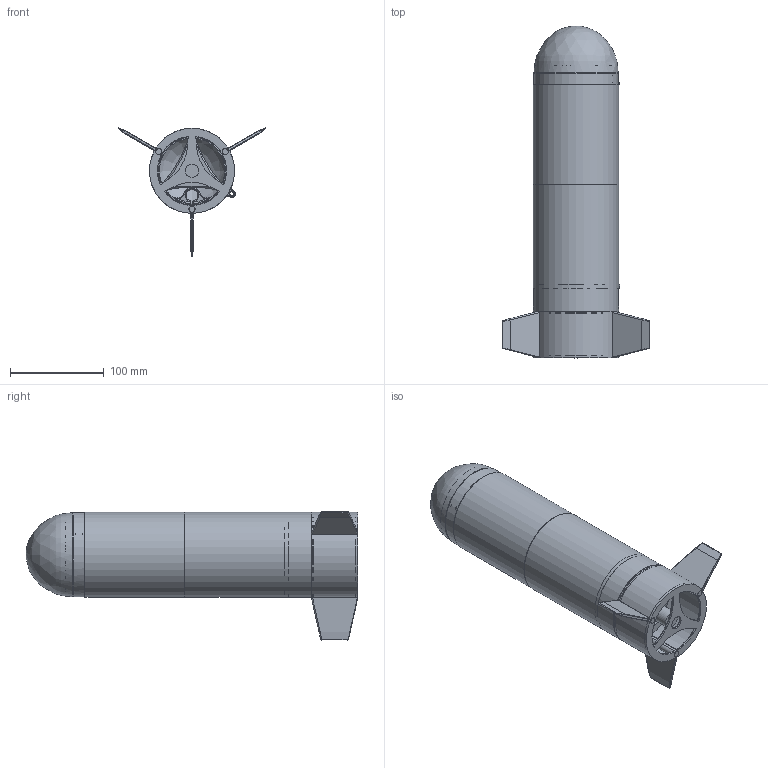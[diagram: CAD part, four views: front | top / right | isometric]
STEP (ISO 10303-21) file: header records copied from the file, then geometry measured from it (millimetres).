
FILE_DESCRIPTION(/* description */ (''),/* implementation_level */ '2;1');
FILE_NAME(/* name */ 'Assembly v5.step',/* time_stamp */ '2023-09-28T22:49:22-04:00',/* author */ (''),/* organization */ (''),/* preprocessor_version */ 'ST-DEVELOPER v20',/* originating_system */ 'Autodesk Translation Framework v12.14.0.127',/* authorisation */ '');
FILE_SCHEMA (('AUTOMOTIVE_DESIGN { 1 0 10303 214 3 1 1 }'));
Length unit declared in the file: millimetre
Products named in the file (7): Assembly; Wooden Dowell; LowerBodyC; NoseCone; UpperbodyLatchDoubleRing; DownHolder; Estes_C6-5_Motor
Assembly tree (8 placements, depth 2):
  Assembly
    Wooden Dowell  x3
    LowerBodyC
    NoseCone
    UpperbodyLatchDoubleRing
    DownHolder
    Estes_C6-5_Motor
Bounding box: 158.04 x 354.8 x 136.99 mm (x, y, z)
Volume: 186453.3 mm3; surface area: 275786.3 mm2
Topology: 9 solids, 9 shells, 300 faces, 754 edges, 449 vertices
Faces by surface type: cylinder 109, plane 104, torus 57, bspline 19, cone 11
Full cylindrical faces by diameter (mm): 4.175 x2, 6.35 x3, 6.55 x15, 6.95 x3, 7.05 x3, 11 x1, 12.5 x1, 14 x1, 17.7 x1, 18 x1, 70 x1, 72 x1, 74 x2, 90 x4, 91 x2
Entity records: 10383 total; most frequent: CARTESIAN_POINT 2988, DIRECTION 1577, ORIENTED_EDGE 1478, EDGE_CURVE 739, AXIS2_PLACEMENT_3D 645, VERTEX_POINT 445, EDGE_LOOP 348, CIRCLE 321
